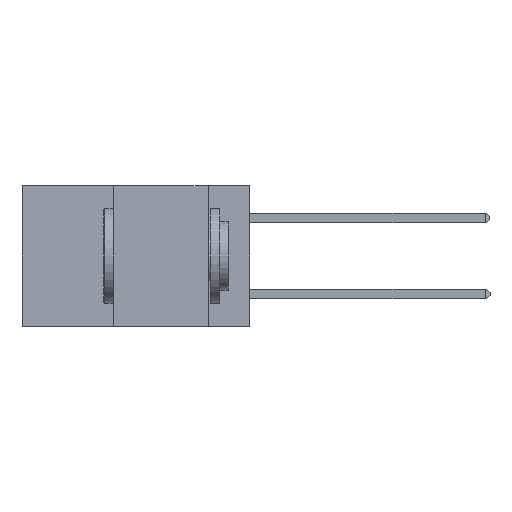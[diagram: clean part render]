
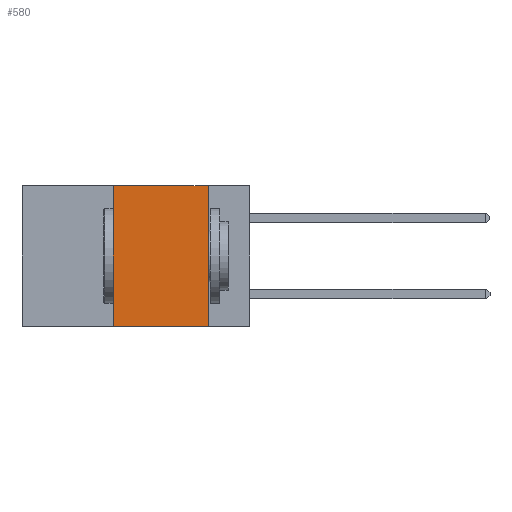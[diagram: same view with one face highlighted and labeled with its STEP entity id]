
A CAD part, left-side view. The second image highlights one B-rep face of the part: STEP entity #580.
In plain terms, the highlighted planar face has unit normal (-1, 0, 0).
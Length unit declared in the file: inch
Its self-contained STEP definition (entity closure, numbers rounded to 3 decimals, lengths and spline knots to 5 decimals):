
#130 = FACE_OUTER_BOUND ( 'NONE', #6195, .T. ) ;
#336 = CARTESIAN_POINT ( 'NONE',  ( 0., 0.6, 0. ) ) ;
#455 = VECTOR ( 'NONE', #5998, 39.37008 ) ;
#520 = CARTESIAN_POINT ( 'NONE',  ( 0., 0.6, -0.37 ) ) ;
#580 = ADVANCED_FACE ( 'NONE', ( #130 ), #6160, .F. ) ;
#1127 = EDGE_CURVE ( 'NONE', #10263, #7558, #6127, .T. ) ;
#1238 = ORIENTED_EDGE ( 'NONE', *, *, #7223, .F. ) ;
#1810 = VERTEX_POINT ( 'NONE', #4558 ) ;
#2434 = LINE ( 'NONE', #336, #12576 ) ;
#2524 = DIRECTION ( 'NONE',  ( 0., -1., 0. ) ) ;
#4558 = CARTESIAN_POINT ( 'NONE',  ( 0., 0.11, -0.37 ) ) ;
#4627 = CARTESIAN_POINT ( 'NONE',  ( 0., 0.11, 0. ) ) ;
#5068 = DIRECTION ( 'NONE',  ( 0., 0., -1. ) ) ;
#5089 = AXIS2_PLACEMENT_3D ( 'NONE', #8706, #5422, #5371 ) ;
#5371 = DIRECTION ( 'NONE',  ( 0., 0., -1. ) ) ;
#5374 = VERTEX_POINT ( 'NONE', #4627 ) ;
#5422 = DIRECTION ( 'NONE',  ( 1., 0., 0. ) ) ;
#5467 = EDGE_CURVE ( 'NONE', #10263, #1810, #5625, .T. ) ;
#5625 = LINE ( 'NONE', #520, #10459 ) ;
#5998 = DIRECTION ( 'NONE',  ( 0., 0., 1. ) ) ;
#6051 = LINE ( 'NONE', #11870, #8669 ) ;
#6127 = LINE ( 'NONE', #6399, #455 ) ;
#6160 = PLANE ( 'NONE',  #5089 ) ;
#6195 = EDGE_LOOP ( 'NONE', ( #9695, #1238, #11335, #12333 ) ) ;
#6391 = CARTESIAN_POINT ( 'NONE',  ( 0., 0.36, 0. ) ) ;
#6399 = CARTESIAN_POINT ( 'NONE',  ( 0., 0.36, 0. ) ) ;
#6881 = DIRECTION ( 'NONE',  ( 0., -1., 0. ) ) ;
#7223 = EDGE_CURVE ( 'NONE', #7558, #5374, #2434, .T. ) ;
#7397 = EDGE_CURVE ( 'NONE', #5374, #1810, #6051, .T. ) ;
#7558 = VERTEX_POINT ( 'NONE', #6391 ) ;
#8669 = VECTOR ( 'NONE', #5068, 39.37008 ) ;
#8706 = CARTESIAN_POINT ( 'NONE',  ( 0., 0.6, 0. ) ) ;
#9695 = ORIENTED_EDGE ( 'NONE', *, *, #7397, .F. ) ;
#10263 = VERTEX_POINT ( 'NONE', #11532 ) ;
#10459 = VECTOR ( 'NONE', #6881, 39.37008 ) ;
#11335 = ORIENTED_EDGE ( 'NONE', *, *, #1127, .F. ) ;
#11532 = CARTESIAN_POINT ( 'NONE',  ( 0., 0.36, -0.37 ) ) ;
#11870 = CARTESIAN_POINT ( 'NONE',  ( 0., 0.11, 0. ) ) ;
#12333 = ORIENTED_EDGE ( 'NONE', *, *, #5467, .T. ) ;
#12576 = VECTOR ( 'NONE', #2524, 39.37008 ) ;
